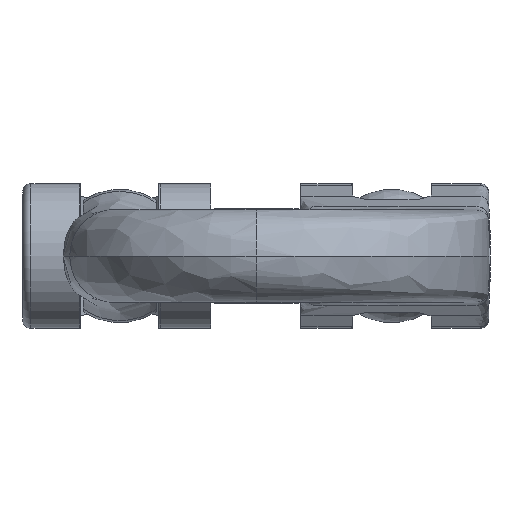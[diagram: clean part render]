
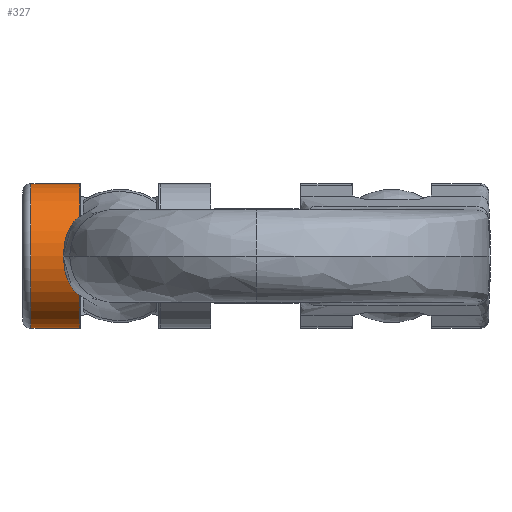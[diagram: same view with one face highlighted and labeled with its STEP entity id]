
A CAD part, front view. The second image highlights one B-rep face of the part: STEP entity #327.
In plain terms, the highlighted cylindrical face has radius 13 mm (diameter 26 mm), a partial arc.
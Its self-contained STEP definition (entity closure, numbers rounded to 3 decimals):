
#327=ADVANCED_FACE('',(#678),#679,.T.);
#678=FACE_OUTER_BOUND('',#6848,.T.);
#679=CYLINDRICAL_SURFACE('',#6849,13.0);
#6848=EDGE_LOOP('',(#13466,#13467,#13468,#13469));
#6849=AXIS2_PLACEMENT_3D('',#13470,#13471,#13472);
#13466=ORIENTED_EDGE('',*,*,#14245,.F.);
#13467=ORIENTED_EDGE('',*,*,#14246,.T.);
#13468=ORIENTED_EDGE('',*,*,#14241,.F.);
#13469=ORIENTED_EDGE('',*,*,#14238,.F.);
#13470=CARTESIAN_POINT('',(-31.711,0.,0.));
#13471=DIRECTION('',(1.0,-0.0,0.0));
#13472=DIRECTION('',(0.0,0.0,-1.0));
#14238=EDGE_CURVE('',#14925,#14917,#14928,.T.);
#14241=EDGE_CURVE('',#14917,#14931,#14932,.T.);
#14245=EDGE_CURVE('',#14937,#14925,#14938,.T.);
#14246=EDGE_CURVE('',#14937,#14931,#14939,.T.);
#14917=VERTEX_POINT('',#16742);
#14925=VERTEX_POINT('',#16756);
#14928=CIRCLE('',#16759,13.0);
#14931=VERTEX_POINT('',#16762);
#14932=LINE('',#16763,#16764);
#14937=VERTEX_POINT('',#16779);
#14938=LINE('',#16780,#16781);
#14939=CIRCLE('',#16782,13.0);
#16742=CARTESIAN_POINT('',(-40.5,0.,13.0));
#16756=CARTESIAN_POINT('',(-40.5,0.,-13.0));
#16759=AXIS2_PLACEMENT_3D('',#18326,#18327,#18328);
#16762=CARTESIAN_POINT('',(-31.711,0.,13.0));
#16763=CARTESIAN_POINT('',(-31.711,0.,13.0));
#16764=VECTOR('',#18332,1.0);
#16779=CARTESIAN_POINT('',(-31.711,0.,-13.0));
#16780=CARTESIAN_POINT('',(-31.711,0.,-13.0));
#16781=VECTOR('',#18336,1.0);
#16782=AXIS2_PLACEMENT_3D('',#18337,#18338,#18339);
#18326=CARTESIAN_POINT('',(-40.5,0.,0.));
#18327=DIRECTION('',(-1.0,0.0,0.0));
#18328=DIRECTION('',(0.0,0.0,-1.0));
#18332=DIRECTION('',(1.0,-0.0,0.0));
#18336=DIRECTION('',(-1.0,-0.0,-0.0));
#18337=CARTESIAN_POINT('',(-31.711,0.,0.));
#18338=DIRECTION('',(-1.0,0.0,0.0));
#18339=DIRECTION('',(0.0,0.0,-1.0));
